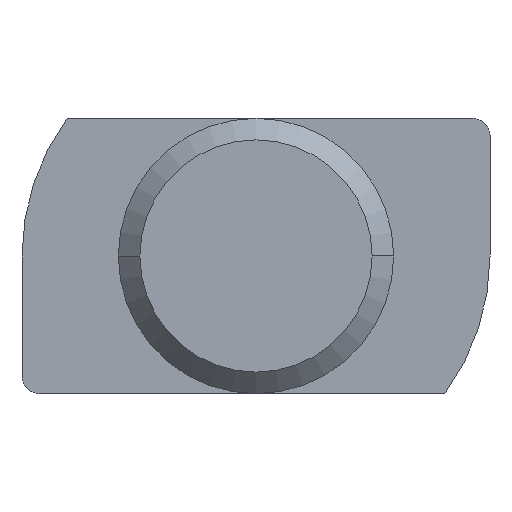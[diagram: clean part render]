
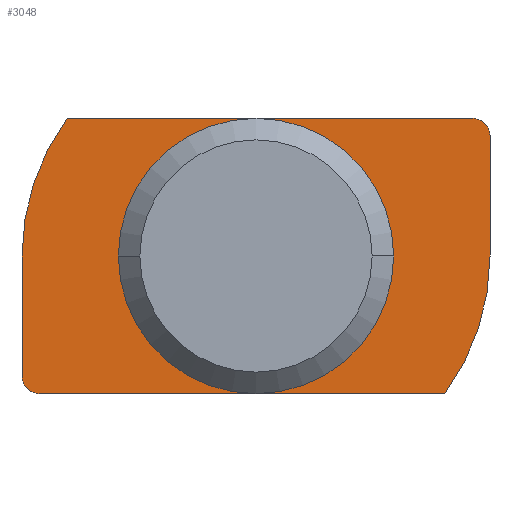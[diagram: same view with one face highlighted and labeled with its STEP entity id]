
A CAD part, front view. The second image highlights one B-rep face of the part: STEP entity #3048.
In plain terms, the highlighted planar face has unit normal (0, -1, 0).
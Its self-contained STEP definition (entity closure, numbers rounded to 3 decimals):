
#53 = CIRCLE ( 'NONE', #2253, 6.75 ) ;
#59 = VECTOR ( 'NONE', #2581, 1000. ) ;
#67 = VECTOR ( 'NONE', #3161, 1000. ) ;
#84 = CIRCLE ( 'NONE', #2251, 0.5 ) ;
#85 = LINE ( 'NONE', #3205, #59 ) ;
#90 = VECTOR ( 'NONE', #3196, 1000. ) ;
#94 = LINE ( 'NONE', #3200, #90 ) ;
#100 = VERTEX_POINT ( 'NONE', #2208 ) ;
#110 = VERTEX_POINT ( 'NONE', #2232 ) ;
#111 = VERTEX_POINT ( 'NONE', #2231 ) ;
#115 = VERTEX_POINT ( 'NONE', #2218 ) ;
#116 = LINE ( 'NONE', #3167, #67 ) ;
#117 = VECTOR ( 'NONE', #3193, 1000. ) ;
#118 = VERTEX_POINT ( 'NONE', #2210 ) ;
#120 = VERTEX_POINT ( 'NONE', #2216 ) ;
#134 = VERTEX_POINT ( 'NONE', #3155 ) ;
#137 = VERTEX_POINT ( 'NONE', #3158 ) ;
#148 = LINE ( 'NONE', #3149, #117 ) ;
#156 = CIRCLE ( 'NONE', #2248, 0.5 ) ;
#162 = VERTEX_POINT ( 'NONE', #3189 ) ;
#177 = EDGE_CURVE ( 'NONE', #110, #118, #148, .T. ) ;
#179 = EDGE_CURVE ( 'NONE', #120, #110, #156, .T. ) ;
#183 = EDGE_CURVE ( 'NONE', #746, #120, #116, .T. ) ;
#189 = EDGE_CURVE ( 'NONE', #111, #134, #94, .T. ) ;
#191 = EDGE_CURVE ( 'NONE', #115, #111, #84, .T. ) ;
#195 = EDGE_CURVE ( 'NONE', #100, #115, #85, .T. ) ;
#197 = EDGE_CURVE ( 'NONE', #118, #100, #53, .T. ) ;
#451 = EDGE_CURVE ( 'NONE', #137, #162, #870, .T. ) ;
#452 = EDGE_CURVE ( 'NONE', #134, #746, #873, .T. ) ;
#623 = CIRCLE ( 'NONE', #2903, 3.375 ) ;
#746 = VERTEX_POINT ( 'NONE', #2423 ) ;
#870 = CIRCLE ( 'NONE', #2185, 3.375 ) ;
#873 = CIRCLE ( 'NONE', #2186, 6.75 ) ;
#1022 = FACE_BOUND ( 'NONE', #1741, .T. ) ;
#1024 = FACE_OUTER_BOUND ( 'NONE', #1744, .T. ) ;
#1511 = CARTESIAN_POINT ( 'NONE',  ( -0.05, 0., 0. ) ) ;
#1517 = PLANE ( 'NONE',  #2968 ) ;
#1519 = DIRECTION ( 'NONE',  ( 0., -1., 0. ) ) ;
#1520 = DIRECTION ( 'NONE',  ( 0., 0., -1. ) ) ;
#1589 = ORIENTED_EDGE ( 'NONE', *, *, #177, .F. ) ;
#1590 = ORIENTED_EDGE ( 'NONE', *, *, #197, .F. ) ;
#1594 = ORIENTED_EDGE ( 'NONE', *, *, #195, .F. ) ;
#1596 = ORIENTED_EDGE ( 'NONE', *, *, #452, .F. ) ;
#1599 = ORIENTED_EDGE ( 'NONE', *, *, #189, .F. ) ;
#1600 = ORIENTED_EDGE ( 'NONE', *, *, #183, .F. ) ;
#1601 = ORIENTED_EDGE ( 'NONE', *, *, #179, .F. ) ;
#1602 = ORIENTED_EDGE ( 'NONE', *, *, #191, .F. ) ;
#1696 = ORIENTED_EDGE ( 'NONE', *, *, #2691, .F. ) ;
#1705 = ORIENTED_EDGE ( 'NONE', *, *, #451, .F. ) ;
#1741 = EDGE_LOOP ( 'NONE', ( #1696, #1705 ) ) ;
#1744 = EDGE_LOOP ( 'NONE', ( #1590, #1589, #1601, #1600, #1596, #1599, #1602, #1594 ) ) ;
#2079 = CARTESIAN_POINT ( 'NONE',  ( 0., 0., 0. ) ) ;
#2080 = DIRECTION ( 'NONE',  ( 0., -1., 0. ) ) ;
#2081 = DIRECTION ( 'NONE',  ( 0., 0., -1. ) ) ;
#2185 = AXIS2_PLACEMENT_3D ( 'NONE', #2386, #2387, #2388 ) ;
#2186 = AXIS2_PLACEMENT_3D ( 'NONE', #2391, #2392, #2393 ) ;
#2208 = CARTESIAN_POINT ( 'NONE',  ( -5.487, 0., 4. ) ) ;
#2210 = CARTESIAN_POINT ( 'NONE',  ( -6.8, 0., 0. ) ) ;
#2216 = CARTESIAN_POINT ( 'NONE',  ( -6.3, 0., -4. ) ) ;
#2218 = CARTESIAN_POINT ( 'NONE',  ( 6.3, 0., 4. ) ) ;
#2231 = CARTESIAN_POINT ( 'NONE',  ( 6.8, 0., 3.5 ) ) ;
#2232 = CARTESIAN_POINT ( 'NONE',  ( -6.8, 0., -3.5 ) ) ;
#2248 = AXIS2_PLACEMENT_3D ( 'NONE', #3163, #3164, #3165 ) ;
#2251 = AXIS2_PLACEMENT_3D ( 'NONE', #2552, #2564, #2582 ) ;
#2253 = AXIS2_PLACEMENT_3D ( 'NONE', #2596, #2597, #2598 ) ;
#2386 = CARTESIAN_POINT ( 'NONE',  ( 0., 0., 0. ) ) ;
#2387 = DIRECTION ( 'NONE',  ( 0., -1., 0. ) ) ;
#2388 = DIRECTION ( 'NONE',  ( 0., 0., -1. ) ) ;
#2391 = CARTESIAN_POINT ( 'NONE',  ( 0.05, 0., 0. ) ) ;
#2392 = DIRECTION ( 'NONE',  ( 0., 1., 0. ) ) ;
#2393 = DIRECTION ( 'NONE',  ( 0., 0., -1. ) ) ;
#2423 = CARTESIAN_POINT ( 'NONE',  ( 5.487, 0., -4. ) ) ;
#2552 = CARTESIAN_POINT ( 'NONE',  ( 6.3, 0., 3.5 ) ) ;
#2564 = DIRECTION ( 'NONE',  ( 0., 1., 0. ) ) ;
#2581 = DIRECTION ( 'NONE',  ( 1., 0., 0. ) ) ;
#2582 = DIRECTION ( 'NONE',  ( 0., 0., -1. ) ) ;
#2596 = CARTESIAN_POINT ( 'NONE',  ( -0.05, 0., 0. ) ) ;
#2597 = DIRECTION ( 'NONE',  ( 0., 1., 0. ) ) ;
#2598 = DIRECTION ( 'NONE',  ( 0., 0., -1. ) ) ;
#2691 = EDGE_CURVE ( 'NONE', #162, #137, #623, .T. ) ;
#2903 = AXIS2_PLACEMENT_3D ( 'NONE', #2079, #2080, #2081 ) ;
#2968 = AXIS2_PLACEMENT_3D ( 'NONE', #1511, #1519, #1520 ) ;
#3048 = ADVANCED_FACE ( 'NONE', ( #1022, #1024 ), #1517, .T. ) ;
#3149 = CARTESIAN_POINT ( 'NONE',  ( -6.8, 0., -3.5 ) ) ;
#3155 = CARTESIAN_POINT ( 'NONE',  ( 6.8, 0., 0. ) ) ;
#3158 = CARTESIAN_POINT ( 'NONE',  ( -3.375, 0., 0. ) ) ;
#3161 = DIRECTION ( 'NONE',  ( -1., 0., 0. ) ) ;
#3163 = CARTESIAN_POINT ( 'NONE',  ( -6.3, 0., -3.5 ) ) ;
#3164 = DIRECTION ( 'NONE',  ( 0., 1., 0. ) ) ;
#3165 = DIRECTION ( 'NONE',  ( 0., 0., 1. ) ) ;
#3167 = CARTESIAN_POINT ( 'NONE',  ( 5.487, 0., -4. ) ) ;
#3189 = CARTESIAN_POINT ( 'NONE',  ( 3.375, 0., 0. ) ) ;
#3193 = DIRECTION ( 'NONE',  ( 0., 0., 1. ) ) ;
#3196 = DIRECTION ( 'NONE',  ( 0., 0., -1. ) ) ;
#3200 = CARTESIAN_POINT ( 'NONE',  ( 6.8, 0., 0. ) ) ;
#3205 = CARTESIAN_POINT ( 'NONE',  ( 6.3, 0., 4. ) ) ;
